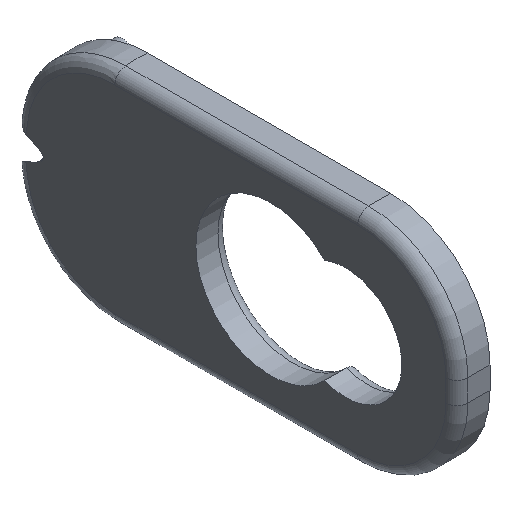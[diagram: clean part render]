
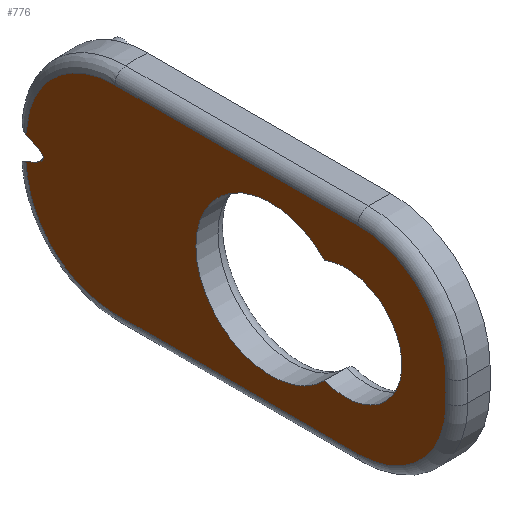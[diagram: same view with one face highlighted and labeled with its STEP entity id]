
A CAD part, isometric view. The second image highlights one B-rep face of the part: STEP entity #776.
In plain terms, the highlighted planar face has unit normal (-1, 0, 0).
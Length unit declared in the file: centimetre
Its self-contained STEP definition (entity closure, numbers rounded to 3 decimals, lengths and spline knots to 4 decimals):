
#104=PLANE('',#324);
#122=VECTOR('',#189,1.);
#124=VECTOR('',#202,1.);
#126=VECTOR('',#215,1.);
#146=LINE('',#1026,#122);
#148=LINE('',#1038,#124);
#150=LINE('',#1050,#126);
#189=DIRECTION('',(0.,-1.,0.));
#195=DIRECTION('',(1.,0.,0.));
#196=DIRECTION('',(0.,-0.718,0.718));
#202=DIRECTION('',(0.,0.,-1.));
#208=DIRECTION('',(1.,0.,0.));
#209=DIRECTION('',(0.,-0.718,-0.718));
#215=DIRECTION('',(0.,1.,0.));
#216=DIRECTION('',(1.,0.,0.));
#217=DIRECTION('',(1.,0.,0.));
#218=DIRECTION('',(0.,0.,-0.864));
#219=DIRECTION('',(1.,0.,0.));
#220=DIRECTION('',(0.,0.,-0.648));
#315=AXIS2_PLACEMENT_3D('',#1032,#195,#196);
#321=AXIS2_PLACEMENT_3D('',#1044,#208,#209);
#324=AXIS2_PLACEMENT_3D('',#1202,#216,$);
#325=AXIS2_PLACEMENT_3D('',#1203,#217,#218);
#326=AXIS2_PLACEMENT_3D('',#1206,#219,#220);
#373=CIRCLE('',#315,1.016);
#377=CIRCLE('',#321,1.016);
#379=CIRCLE('',#325,0.8636);
#380=CIRCLE('',#326,0.6477);
#400=VERTEX_POINT('',#978);
#401=VERTEX_POINT('',#1000);
#403=VERTEX_POINT('',#1023);
#405=VERTEX_POINT('',#1029);
#407=VERTEX_POINT('',#1035);
#409=VERTEX_POINT('',#1041);
#411=VERTEX_POINT('',#1047);
#413=VERTEX_POINT('',#1177);
#415=VERTEX_POINT('',#1204);
#416=VERTEX_POINT('',#1205);
#448=B_SPLINE_CURVE_WITH_KNOTS('',3,(#979,#980,#981,#982,#983,#984,#985,
#986,#987,#988,#989,#990,#991,#992,#993,#994,#995,#996,#997,#998,#999),
 .UNSPECIFIED.,.F.,.U.,(4,3,2,2,2,2,2,2,2,4),(-0.1291,0.,0.2464,
0.4854,0.6348,0.7281,0.8214,
0.9708,1.2098,1.4562),.UNSPECIFIED.);
#452=B_SPLINE_CURVE_WITH_KNOTS('',3,(#1189,#1190,#1191,#1192,#1193,#1194,
#1195,#1196,#1197,#1198,#1199,#1200,#1201),.UNSPECIFIED.,.F.,.U.,(4,2,2,
2,3,4),(0.,0.1867,0.4854,0.9633,1.4562,
1.5853),.UNSPECIFIED.);
#453=B_SPLINE_CURVE_WITH_KNOTS('',3,(#1207,#1208,#1209,#1210,#1211,#1212,
#1213,#1214,#1215,#1216,#1217,#1218,#1219,#1220,#1221,#1222,#1223,#1224,
#1225,#1226,#1227,#1228,#1229,#1230,#1231,#1232),.UNSPECIFIED.,.F.,.U.,(4,
2,2,2,2,2,2,2,2,2,2,2,4),(1.4818,2.0168,2.1465,
2.2761,2.3214,2.3353,2.3471,2.3589,
2.3728,2.4181,2.5477,2.6774,3.2124),
 .UNSPECIFIED.);
#466=EDGE_CURVE('',#400,#401,#448,.T.);
#471=EDGE_CURVE('',#401,#403,#146,.T.);
#474=EDGE_CURVE('',#403,#405,#373,.T.);
#477=EDGE_CURVE('',#405,#407,#148,.T.);
#480=EDGE_CURVE('',#407,#409,#377,.T.);
#483=EDGE_CURVE('',#409,#411,#150,.T.);
#486=EDGE_CURVE('',#411,#413,#452,.T.);
#487=EDGE_CURVE('',#415,#416,#379,.T.);
#488=EDGE_CURVE('',#416,#415,#380,.T.);
#489=EDGE_CURVE('',#400,#413,#453,.T.);
#565=ORIENTED_EDGE('',*,*,#487,.T.);
#566=ORIENTED_EDGE('',*,*,#488,.T.);
#567=ORIENTED_EDGE('',*,*,#486,.F.);
#568=ORIENTED_EDGE('',*,*,#483,.F.);
#569=ORIENTED_EDGE('',*,*,#480,.F.);
#570=ORIENTED_EDGE('',*,*,#477,.F.);
#571=ORIENTED_EDGE('',*,*,#474,.F.);
#572=ORIENTED_EDGE('',*,*,#471,.F.);
#573=ORIENTED_EDGE('',*,*,#466,.F.);
#574=ORIENTED_EDGE('',*,*,#489,.T.);
#688=EDGE_LOOP('',(#565,#566));
#689=EDGE_LOOP('',(#567,#568,#569,#570,#571,#572,#573,#574));
#732=FACE_BOUND('',#688,.T.);
#733=FACE_BOUND('',#689,.T.);
#776=ADVANCED_FACE('',(#732,#733),#104,.F.);
#978=CARTESIAN_POINT('',(7.239,1.1613,0.1327));
#979=CARTESIAN_POINT('',(7.239,1.1613,0.1327));
#980=CARTESIAN_POINT('',(7.239,1.1557,0.1754));
#981=CARTESIAN_POINT('',(7.239,1.1501,0.2181));
#982=CARTESIAN_POINT('',(7.239,1.1444,0.2607));
#983=CARTESIAN_POINT('',(7.239,1.1336,0.3422));
#984=CARTESIAN_POINT('',(7.239,1.1126,0.4229));
#985=CARTESIAN_POINT('',(7.239,1.0531,0.5737));
#986=CARTESIAN_POINT('',(7.239,1.0148,0.6447));
#987=CARTESIAN_POINT('',(7.239,0.9396,0.7516));
#988=CARTESIAN_POINT('',(7.239,0.9076,0.7906));
#989=CARTESIAN_POINT('',(7.239,0.8516,0.8493));
#990=CARTESIAN_POINT('',(7.239,0.8291,0.8708));
#991=CARTESIAN_POINT('',(7.239,0.782,0.9119));
#992=CARTESIAN_POINT('',(7.239,0.7575,0.9315));
#993=CARTESIAN_POINT('',(7.239,0.6913,0.9792));
#994=CARTESIAN_POINT('',(7.239,0.6483,1.0057));
#995=CARTESIAN_POINT('',(7.239,0.5325,1.0656));
#996=CARTESIAN_POINT('',(7.239,0.4576,1.0938));
#997=CARTESIAN_POINT('',(7.239,0.2992,1.133));
#998=CARTESIAN_POINT('',(7.239,0.2161,1.143));
#999=CARTESIAN_POINT('',(7.239,0.1339,1.143));
#1000=CARTESIAN_POINT('',(7.239,0.1339,1.143));
#1023=CARTESIAN_POINT('',(7.239,-2.667,1.143));
#1026=CARTESIAN_POINT('',(7.239,-1.27,1.143));
#1029=CARTESIAN_POINT('',(7.239,-3.683,0.127));
#1032=CARTESIAN_POINT('',(7.239,-2.667,0.127));
#1035=CARTESIAN_POINT('',(7.239,-3.683,-0.127));
#1038=CARTESIAN_POINT('',(7.239,-3.683,0.));
#1041=CARTESIAN_POINT('',(7.239,-2.667,-1.143));
#1044=CARTESIAN_POINT('',(7.239,-2.667,-0.127));
#1047=CARTESIAN_POINT('',(7.239,0.1339,-1.143));
#1050=CARTESIAN_POINT('',(7.239,-1.27,-1.143));
#1177=CARTESIAN_POINT('',(7.239,1.1613,-0.1327));
#1189=CARTESIAN_POINT('',(7.239,0.1339,-1.143));
#1190=CARTESIAN_POINT('',(7.239,0.1961,-1.143));
#1191=CARTESIAN_POINT('',(7.239,0.2589,-1.1373));
#1192=CARTESIAN_POINT('',(7.239,0.4195,-1.1075));
#1193=CARTESIAN_POINT('',(7.239,0.5147,-1.0748));
#1194=CARTESIAN_POINT('',(7.239,0.7462,-0.955));
#1195=CARTESIAN_POINT('',(7.239,0.8706,-0.8475));
#1196=CARTESIAN_POINT('',(7.239,1.0606,-0.5817));
#1197=CARTESIAN_POINT('',(7.239,1.1228,-0.4236));
#1198=CARTESIAN_POINT('',(7.239,1.1444,-0.2607));
#1199=CARTESIAN_POINT('',(7.239,1.1501,-0.2181));
#1200=CARTESIAN_POINT('',(7.239,1.1557,-0.1754));
#1201=CARTESIAN_POINT('',(7.239,1.1613,-0.1327));
#1202=CARTESIAN_POINT('',(7.239,-1.27,0.));
#1203=CARTESIAN_POINT('',(7.239,-1.6637,0.));
#1204=CARTESIAN_POINT('',(7.239,-2.2844,-0.6004));
#1205=CARTESIAN_POINT('',(7.239,-2.2844,0.6004));
#1206=CARTESIAN_POINT('',(7.239,-2.5273,0.));
#1207=CARTESIAN_POINT('',(7.239,1.8124,0.2756));
#1208=CARTESIAN_POINT('',(7.239,1.619,0.2488));
#1209=CARTESIAN_POINT('',(7.239,1.427,0.2115));
#1210=CARTESIAN_POINT('',(7.239,1.2141,0.1503));
#1211=CARTESIAN_POINT('',(7.239,1.1688,0.1362));
#1212=CARTESIAN_POINT('',(7.239,1.0807,0.1029));
#1213=CARTESIAN_POINT('',(7.239,1.0377,0.0847));
#1214=CARTESIAN_POINT('',(7.239,0.9904,0.0506));
#1215=CARTESIAN_POINT('',(7.239,0.9768,0.0386));
#1216=CARTESIAN_POINT('',(7.239,0.9664,0.0218));
#1217=CARTESIAN_POINT('',(7.239,0.9641,0.0168));
#1218=CARTESIAN_POINT('',(7.239,0.9616,0.0086));
#1219=CARTESIAN_POINT('',(7.239,0.9609,0.0039));
#1220=CARTESIAN_POINT('',(7.239,0.9609,-0.0039));
#1221=CARTESIAN_POINT('',(7.239,0.9616,-0.0086));
#1222=CARTESIAN_POINT('',(7.239,0.9641,-0.0168));
#1223=CARTESIAN_POINT('',(7.239,0.9664,-0.0218));
#1224=CARTESIAN_POINT('',(7.239,0.9768,-0.0386));
#1225=CARTESIAN_POINT('',(7.239,0.9904,-0.0506));
#1226=CARTESIAN_POINT('',(7.239,1.0377,-0.0847));
#1227=CARTESIAN_POINT('',(7.239,1.0807,-0.1029));
#1228=CARTESIAN_POINT('',(7.239,1.1688,-0.1362));
#1229=CARTESIAN_POINT('',(7.239,1.2141,-0.1503));
#1230=CARTESIAN_POINT('',(7.239,1.427,-0.2115));
#1231=CARTESIAN_POINT('',(7.239,1.619,-0.2488));
#1232=CARTESIAN_POINT('',(7.239,1.8124,-0.2756));
